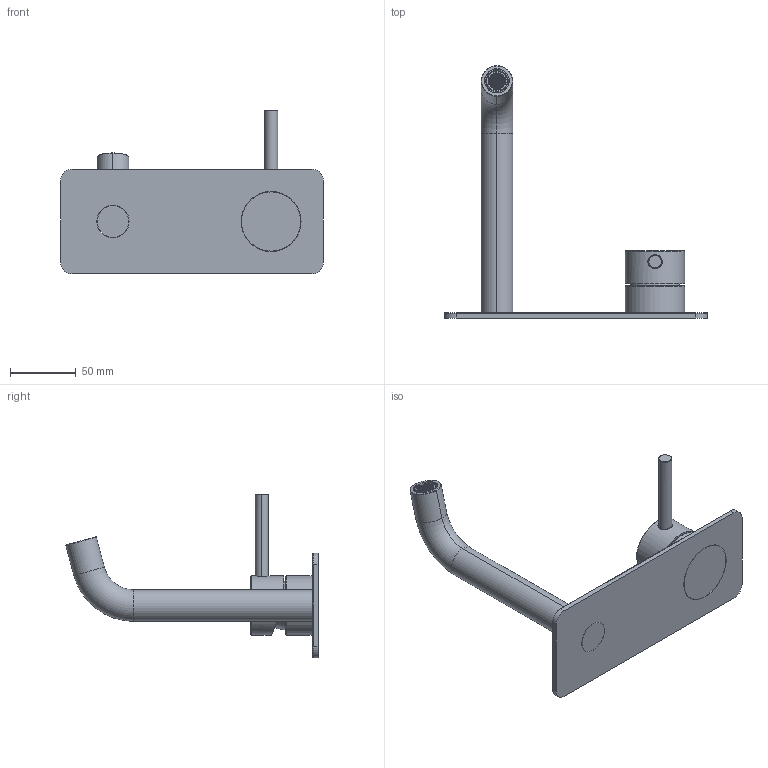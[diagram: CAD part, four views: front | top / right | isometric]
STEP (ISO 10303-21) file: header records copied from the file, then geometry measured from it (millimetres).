
FILE_DESCRIPTION((''),'2;1');
FILE_NAME('YC-811015_ASM_ASM_ASM_1_1_AF0_A_ASM','2022-05-21T14:23:08',('怪大叔'),(''),'CREO PARAMETRIC BY PTC INC, 2021063','CREO PARAMETRIC BY PTC INC, 2021063','');
FILE_SCHEMA(('CONFIG_CONTROL_DESIGN'));
Length unit declared in the file: millimetre
Products named in the file (15): YC-811015_11_1_1_1_1_1_AF0_1_1; YC-811015_11_2_1_1_1_1_AF0_1_1; YC-811015_11_3_1_1_1_1_AF0_1_1; YC-811015_11_ASM_1_ASM_1_ASM__1_ASM; 580001_2_1_1_1_1_1_1_1; 580001_2_2_1_1_1_1_1_1; 580001_2_3_1_1_1_1_1_1; 580001_2_ASM_1_ASM_1_ASM_1_1_AS_ASM; YC-811015_ASM_2_ASM_1_ASM_1_A_1_ASM; YC-811015_ASM_1_ASM_1_ASM_1_1_A_ASM; YC-811015_ASM_ASM_1_ASM_1_1_AF0_ASM; 11_3_1_1_1; 811015-LINSOL; 811015HC; YC-811015_ASM_ASM_ASM_1_1_AF0_A_ASM
Assembly tree (14 placements, depth 6):
  YC-811015_ASM_ASM_ASM_1_1_AF0_A_ASM
    YC-811015_ASM_ASM_1_ASM_1_1_AF0_ASM
      YC-811015_ASM_1_ASM_1_ASM_1_1_A_ASM
        YC-811015_ASM_2_ASM_1_ASM_1_A_1_ASM
          YC-811015_11_ASM_1_ASM_1_ASM__1_ASM
            YC-811015_11_1_1_1_1_1_AF0_1_1
            YC-811015_11_2_1_1_1_1_AF0_1_1
            YC-811015_11_3_1_1_1_1_AF0_1_1
          580001_2_ASM_1_ASM_1_ASM_1_1_AS_ASM
            580001_2_1_1_1_1_1_1_1
            580001_2_2_1_1_1_1_1_1
            580001_2_3_1_1_1_1_1_1
    11_3_1_1_1
    811015-LINSOL
    811015HC
Bounding box: 199.4 x 191.52 x 124.2 mm (x, y, z)
Volume: 205478.5 mm3; surface area: 70572.4 mm2
Topology: 20 solids, 21 shells, 1621 faces, 4430 edges, 2953 vertices
Faces by surface type: plane 1408, extrusion 138, cylinder 51, torus 18, bspline 4, cone 2
Entity records: 52167 total; most frequent: CARTESIAN_POINT 10680, ORIENTED_EDGE 8856, DIRECTION 7491, EDGE_CURVE 4430, VECTOR 4083, LINE 3945, VERTEX_POINT 2953, EDGE_LOOP 1935
